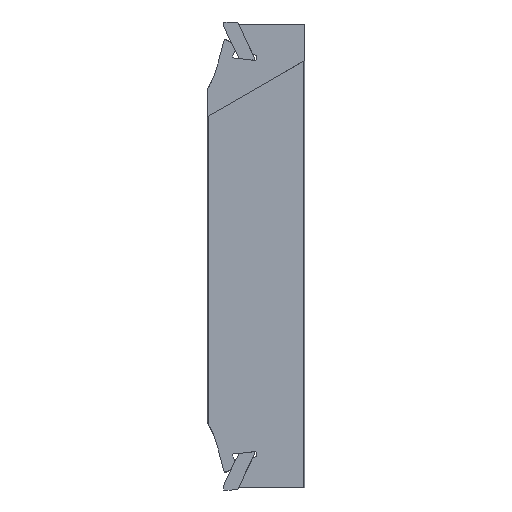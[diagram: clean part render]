
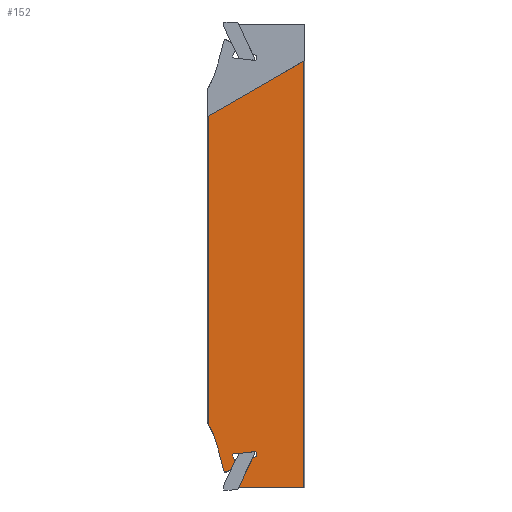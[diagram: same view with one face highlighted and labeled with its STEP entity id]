
A CAD part, left-side view. The second image highlights one B-rep face of the part: STEP entity #152.
In plain terms, the highlighted planar face has unit normal (-1, 0, 0).
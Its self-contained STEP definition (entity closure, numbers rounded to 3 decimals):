
#81=CIRCLE('',#2023,0.8);
#82=CIRCLE('',#2024,20.);
#83=CIRCLE('',#2025,1.826);
#84=CIRCLE('',#2026,0.4);
#152=ADVANCED_FACE('',(#334),#249,.T.);
#249=PLANE('',#2027);
#334=FACE_OUTER_BOUND('',#438,.T.);
#438=EDGE_LOOP('',(#679,#680,#681,#682,#683,#684,#685,#686,#687,#688,#689,
#690,#691,#692,#693,#694,#695));
#679=ORIENTED_EDGE('',*,*,#1326,.T.);
#680=ORIENTED_EDGE('',*,*,#1327,.T.);
#681=ORIENTED_EDGE('',*,*,#1328,.T.);
#682=ORIENTED_EDGE('',*,*,#1329,.F.);
#683=ORIENTED_EDGE('',*,*,#1330,.T.);
#684=ORIENTED_EDGE('',*,*,#1331,.T.);
#685=ORIENTED_EDGE('',*,*,#1332,.F.);
#686=ORIENTED_EDGE('',*,*,#1333,.F.);
#687=ORIENTED_EDGE('',*,*,#1334,.F.);
#688=ORIENTED_EDGE('',*,*,#1335,.T.);
#689=ORIENTED_EDGE('',*,*,#1336,.T.);
#690=ORIENTED_EDGE('',*,*,#1337,.T.);
#691=ORIENTED_EDGE('',*,*,#1338,.T.);
#692=ORIENTED_EDGE('',*,*,#1339,.T.);
#693=ORIENTED_EDGE('',*,*,#1340,.T.);
#694=ORIENTED_EDGE('',*,*,#1341,.T.);
#695=ORIENTED_EDGE('',*,*,#1342,.T.);
#1129=VERTEX_POINT('',#2886);
#1130=VERTEX_POINT('',#2887);
#1131=VERTEX_POINT('',#2889);
#1132=VERTEX_POINT('',#2891);
#1133=VERTEX_POINT('',#2893);
#1134=VERTEX_POINT('',#2895);
#1135=VERTEX_POINT('',#2897);
#1136=VERTEX_POINT('',#2899);
#1137=VERTEX_POINT('',#2901);
#1138=VERTEX_POINT('',#2903);
#1139=VERTEX_POINT('',#2905);
#1140=VERTEX_POINT('',#2907);
#1141=VERTEX_POINT('',#2909);
#1142=VERTEX_POINT('',#2911);
#1143=VERTEX_POINT('',#2913);
#1144=VERTEX_POINT('',#2915);
#1145=VERTEX_POINT('',#2917);
#1326=EDGE_CURVE('',#1129,#1130,#1576,.T.);
#1327=EDGE_CURVE('',#1130,#1131,#1577,.T.);
#1328=EDGE_CURVE('',#1131,#1132,#81,.T.);
#1329=EDGE_CURVE('',#1133,#1132,#1578,.T.);
#1330=EDGE_CURVE('',#1133,#1134,#1579,.T.);
#1331=EDGE_CURVE('',#1134,#1135,#1580,.T.);
#1332=EDGE_CURVE('',#1136,#1135,#1581,.T.);
#1333=EDGE_CURVE('',#1137,#1136,#1582,.T.);
#1334=EDGE_CURVE('',#1138,#1137,#1583,.T.);
#1335=EDGE_CURVE('',#1138,#1139,#1584,.T.);
#1336=EDGE_CURVE('',#1139,#1140,#82,.T.);
#1337=EDGE_CURVE('',#1140,#1141,#1585,.T.);
#1338=EDGE_CURVE('',#1141,#1142,#1586,.T.);
#1339=EDGE_CURVE('',#1142,#1143,#83,.T.);
#1340=EDGE_CURVE('',#1143,#1144,#1587,.T.);
#1341=EDGE_CURVE('',#1144,#1145,#1588,.T.);
#1342=EDGE_CURVE('',#1145,#1129,#84,.T.);
#1576=LINE('',#2885,#1802);
#1577=LINE('',#2888,#1803);
#1578=LINE('',#2892,#1804);
#1579=LINE('',#2894,#1805);
#1580=LINE('',#2896,#1806);
#1581=LINE('',#2898,#1807);
#1582=LINE('',#2900,#1808);
#1583=LINE('',#2902,#1809);
#1584=LINE('',#2904,#1810);
#1585=LINE('',#2908,#1811);
#1586=LINE('',#2910,#1812);
#1587=LINE('',#2914,#1813);
#1588=LINE('',#2916,#1814);
#1802=VECTOR('',#2291,1.);
#1803=VECTOR('',#2292,1.);
#1804=VECTOR('',#2295,1.);
#1805=VECTOR('',#2296,1.);
#1806=VECTOR('',#2297,1.);
#1807=VECTOR('',#2298,1.);
#1808=VECTOR('',#2299,1.);
#1809=VECTOR('',#2300,1.);
#1810=VECTOR('',#2301,1.);
#1811=VECTOR('',#2304,1.);
#1812=VECTOR('',#2305,1.);
#1813=VECTOR('',#2308,1.);
#1814=VECTOR('',#2309,1.);
#2023=AXIS2_PLACEMENT_3D('',#2890,#2293,#2294);
#2024=AXIS2_PLACEMENT_3D('',#2906,#2302,#2303);
#2025=AXIS2_PLACEMENT_3D('',#2912,#2306,#2307);
#2026=AXIS2_PLACEMENT_3D('',#2918,#2310,#2311);
#2027=AXIS2_PLACEMENT_3D('',#2919,#2312,#2313);
#2291=DIRECTION('',(0.,0.,1.));
#2292=DIRECTION('',(0.,-0.995,0.105));
#2293=DIRECTION('',(1.,0.,0.));
#2294=DIRECTION('',(0.,-1.,0.));
#2295=DIRECTION('',(0.,-1.,0.));
#2296=DIRECTION('',(0.,0.423,-0.906));
#2297=DIRECTION('',(0.,-0.707,-0.707));
#2298=DIRECTION('',(0.,1.,0.));
#2299=DIRECTION('',(0.,0.,-1.));
#2300=DIRECTION('',(0.,-0.866,0.5));
#2301=DIRECTION('',(0.,0.,-1.));
#2302=DIRECTION('',(1.,0.,0.));
#2303=DIRECTION('',(0.,-1.,0.));
#2304=DIRECTION('',(0.,-0.259,-0.966));
#2305=DIRECTION('',(0.,-0.934,0.358));
#2306=DIRECTION('',(-1.,0.,0.));
#2307=DIRECTION('',(0.,-1.,0.));
#2308=DIRECTION('',(0.,-0.407,0.914));
#2309=DIRECTION('',(0.,0.407,0.914));
#2310=DIRECTION('',(1.,0.,0.));
#2311=DIRECTION('',(0.,-1.,0.));
#2312=DIRECTION('',(-1.,0.,0.));
#2313=DIRECTION('',(0.,1.,0.));
#2885=CARTESIAN_POINT('',(0.,19.067,60.002));
#2886=CARTESIAN_POINT('',(0.,19.067,-51.323));
#2887=CARTESIAN_POINT('',(0.,19.067,-51.261));
#2888=CARTESIAN_POINT('',(0.,-10.722,-48.131));
#2889=CARTESIAN_POINT('',(0.,14.098,-50.739));
#2890=CARTESIAN_POINT('',(0.,13.509,-51.281));
#2891=CARTESIAN_POINT('',(0.,13.509,-52.081));
#2892=CARTESIAN_POINT('',(0.,0.643,-52.081));
#2893=CARTESIAN_POINT('',(0.,13.754,-52.081));
#2894=CARTESIAN_POINT('',(0.,-31.518,45.005));
#2895=CARTESIAN_POINT('',(0.,17.403,-59.906));
#2896=CARTESIAN_POINT('',(0.,68.977,-8.332));
#2897=CARTESIAN_POINT('',(0.,17.311,-59.998));
#2898=CARTESIAN_POINT('',(0.,0.643,-59.998));
#2899=CARTESIAN_POINT('',(0.,0.643,-59.998));
#2900=CARTESIAN_POINT('',(0.,0.643,60.002));
#2901=CARTESIAN_POINT('',(0.,0.643,50.4));
#2902=CARTESIAN_POINT('',(0.,25.582,36.002));
#2903=CARTESIAN_POINT('',(0.,25.26,36.188));
#2904=CARTESIAN_POINT('',(0.,25.26,60.002));
#2905=CARTESIAN_POINT('',(0.,25.26,-43.561));
#2906=CARTESIAN_POINT('',(0.,42.441,-53.798));
#2907=CARTESIAN_POINT('',(0.,23.123,-48.622));
#2908=CARTESIAN_POINT('',(0.,48.773,47.106));
#2909=CARTESIAN_POINT('',(0.,21.146,-55.998));
#2910=CARTESIAN_POINT('',(0.,-35.534,-34.241));
#2911=CARTESIAN_POINT('',(0.,20.012,-55.563));
#2912=CARTESIAN_POINT('',(0.,20.666,-53.858));
#2913=CARTESIAN_POINT('',(0.,18.998,-54.601));
#2914=CARTESIAN_POINT('',(0.,-26.622,47.863));
#2915=CARTESIAN_POINT('',(0.,18.321,-53.081));
#2916=CARTESIAN_POINT('',(0.,57.415,34.725));
#2917=CARTESIAN_POINT('',(0.,19.032,-51.485));
#2918=CARTESIAN_POINT('',(0.,18.667,-51.323));
#2919=CARTESIAN_POINT('',(0.,0.643,60.002));
